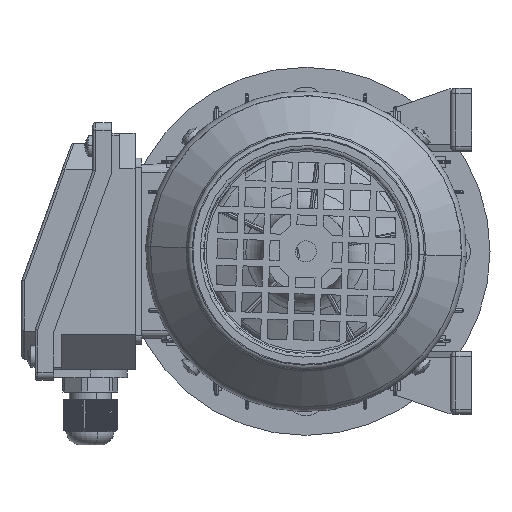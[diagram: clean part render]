
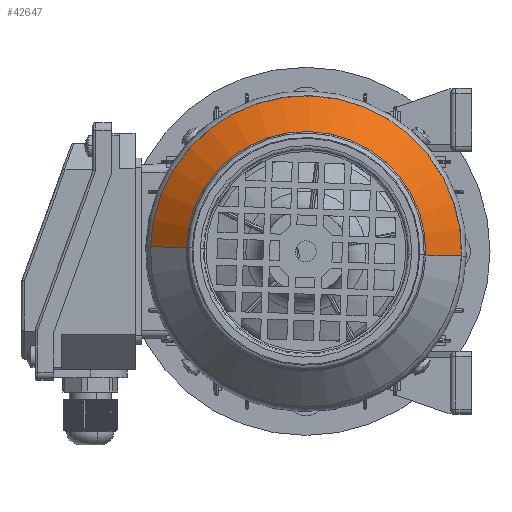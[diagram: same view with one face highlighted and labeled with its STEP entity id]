
A CAD part, left-side view. The second image highlights one B-rep face of the part: STEP entity #42647.
In plain terms, the highlighted conical face has half-angle 45 degrees and reference radius 59.243 mm.
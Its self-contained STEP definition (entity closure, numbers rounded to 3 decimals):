
#42647 = ADVANCED_FACE ( 'NONE', ( #75019 ), #75038, .T. ) ;
#42721 = ORIENTED_EDGE ( 'NONE', *, *, #42761, .F. ) ;
#42761 = EDGE_CURVE ( 'NONE', #111805, #111637, #75243, .T. ) ;
#42803 = ORIENTED_EDGE ( 'NONE', *, *, #110345, .T. ) ;
#42811 = ORIENTED_EDGE ( 'NONE', *, *, #69221, .T. ) ;
#42816 = EDGE_LOOP ( 'NONE', ( #42827, #42803, #42811, #42721 ) ) ;
#42827 = ORIENTED_EDGE ( 'NONE', *, *, #111579, .F. ) ;
#69221 = EDGE_CURVE ( 'NONE', #111559, #111637, #89865, .T. ) ;
#75019 = FACE_OUTER_BOUND ( 'NONE', #42816, .T. ) ;
#75033 = DIRECTION ( 'NONE',  ( 0., 0., 1. ) ) ;
#75034 = DIRECTION ( 'NONE',  ( -1., 0., 0. ) ) ;
#75035 = CARTESIAN_POINT ( 'NONE',  ( 45.757, 0., 0. ) ) ;
#75036 = AXIS2_PLACEMENT_3D ( 'NONE', #75035, #75034, #75033 ) ;
#75038 = CONICAL_SURFACE ( 'NONE', #75036, 59.243, 0.785 ) ;
#75239 = DIRECTION ( 'NONE',  ( 0., 0., 1. ) ) ;
#75240 = DIRECTION ( 'NONE',  ( -1., 0., 0. ) ) ;
#75241 = CARTESIAN_POINT ( 'NONE',  ( 45.757, 0., 0. ) ) ;
#75242 = AXIS2_PLACEMENT_3D ( 'NONE', #75241, #75240, #75239 ) ;
#75243 = CIRCLE ( 'NONE', #75242, 59.243 ) ;
#89862 = DIRECTION ( 'NONE',  ( -0.707, 0., 0.707 ) ) ;
#89863 = VECTOR ( 'NONE', #89862, 1000. ) ;
#89864 = CARTESIAN_POINT ( 'NONE',  ( 45.757, 0., 59.243 ) ) ;
#89865 = LINE ( 'NONE', #89864, #89863 ) ;
#90524 = DIRECTION ( 'NONE',  ( 0., 0., 1. ) ) ;
#90525 = DIRECTION ( 'NONE',  ( -1., 0., 0. ) ) ;
#90526 = CARTESIAN_POINT ( 'NONE',  ( 59.414, 0., 0. ) ) ;
#90527 = AXIS2_PLACEMENT_3D ( 'NONE', #90526, #90525, #90524 ) ;
#90528 = CIRCLE ( 'NONE', #90527, 45.586 ) ;
#91951 = DIRECTION ( 'NONE',  ( -0.707, 0., -0.707 ) ) ;
#91952 = VECTOR ( 'NONE', #91951, 1000. ) ;
#91953 = CARTESIAN_POINT ( 'NONE',  ( 45.757, 0., -59.243 ) ) ;
#91954 = LINE ( 'NONE', #91953, #91952 ) ;
#91969 = CARTESIAN_POINT ( 'NONE',  ( 59.414, 0., -45.586 ) ) ;
#91974 = CARTESIAN_POINT ( 'NONE',  ( 59.414, 0., 45.586 ) ) ;
#92009 = CARTESIAN_POINT ( 'NONE',  ( 45.757, 0., 59.243 ) ) ;
#92135 = CARTESIAN_POINT ( 'NONE',  ( 45.757, 0., -59.243 ) ) ;
#110345 = EDGE_CURVE ( 'NONE', #111560, #111559, #90528, .T. ) ;
#111559 = VERTEX_POINT ( 'NONE', #91974 ) ;
#111560 = VERTEX_POINT ( 'NONE', #91969 ) ;
#111579 = EDGE_CURVE ( 'NONE', #111560, #111805, #91954, .T. ) ;
#111637 = VERTEX_POINT ( 'NONE', #92009 ) ;
#111805 = VERTEX_POINT ( 'NONE', #92135 ) ;
